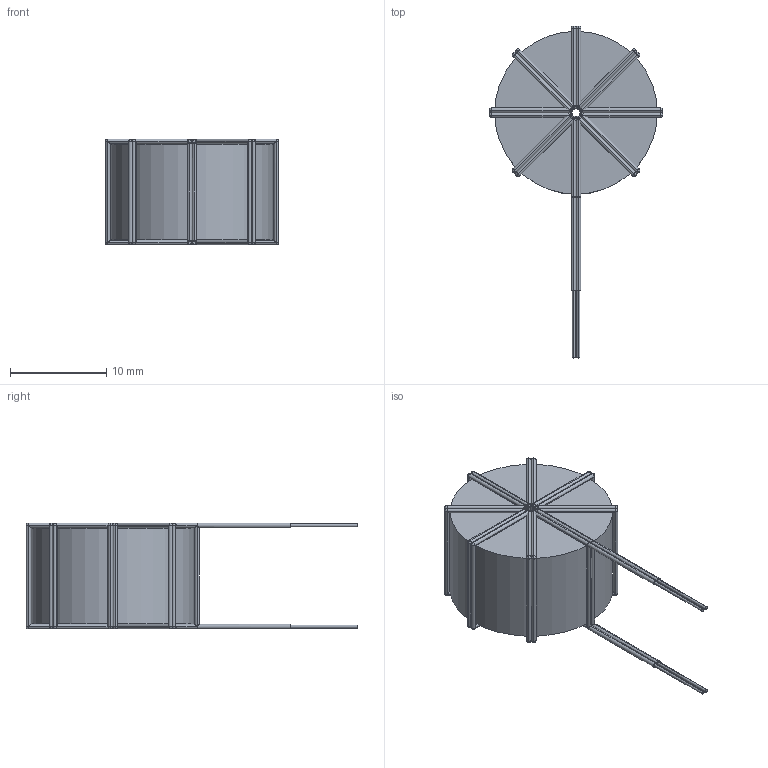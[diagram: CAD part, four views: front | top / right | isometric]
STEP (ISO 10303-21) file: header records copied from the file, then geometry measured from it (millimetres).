
FILE_DESCRIPTION (( 'STEP AP214' ), '1' );
FILE_NAME ('IFC_NTST101_L18T11H18.STEP', '2018-10-24T14:24:40', ( '' ), ( '' ), 'SwSTEP 2.0', 'SolidWorks 2014', '' );
FILE_SCHEMA (( 'AUTOMOTIVE_DESIGN' ));
Length unit declared in the file: millimetre
Products named in the file (1): IFC_NTST101_L18T11H18
Bounding box: 18 x 34.45 x 11 mm (x, y, z)
Volume: 2321.6 mm3; surface area: 2047 mm2
Topology: 17 solids, 17 shells, 410 faces, 896 edges, 364 vertices
Faces by surface type: cylinder 272, sphere 128, plane 10
Entity records: 14600 total; most frequent: CARTESIAN_POINT 2027, DIRECTION 1814, ORIENTED_EDGE 1536, AXIS2_PLACEMENT_3D 771, EDGE_CURVE 768, UNCERTAINTY_MEASURE_WITH_UNIT 429, MECHANICAL_DESIGN_GEOMETRIC_PRESENTATION_REPRESENTATION 428, PRESENTATION_LAYER_ASSIGNMENT 428
